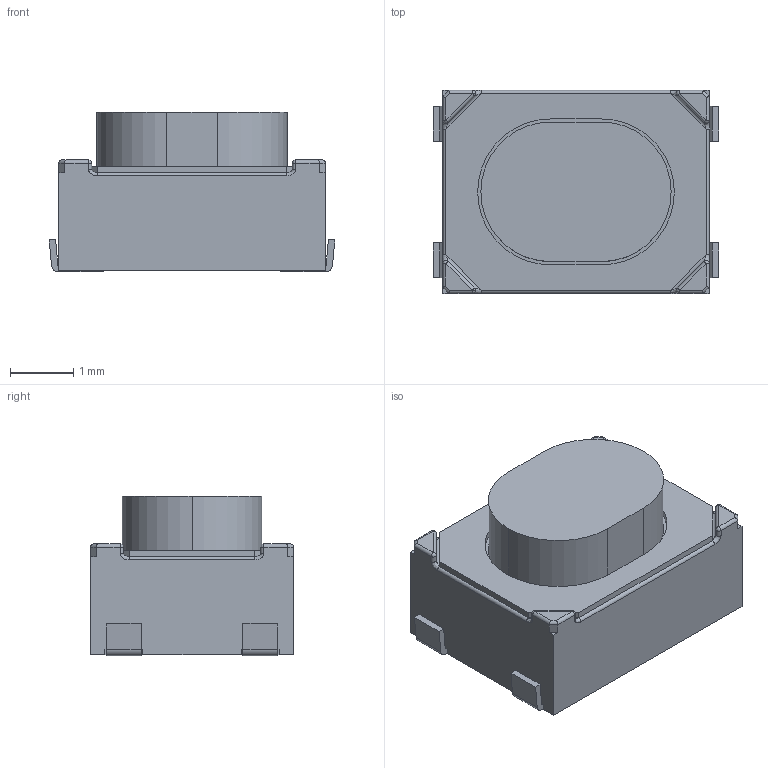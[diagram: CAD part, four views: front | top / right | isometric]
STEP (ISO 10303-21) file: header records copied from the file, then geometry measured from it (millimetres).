
FILE_DESCRIPTION (( 'STEP AP214' ), '1' );
FILE_NAME ('SW-SMD_4P-L4.2-W3.2-P2.15-LS4.5.step', '2022-07-26T14:35:58', ( '' ), ( '' ), 'SwSTEP 2.0', 'SolidWorks 2020', '' );
FILE_SCHEMA (( 'AUTOMOTIVE_DESIGN' ));
Length unit declared in the file: millimetre
Products named in the file (1): SW-SMD_4P-L4.2-W3.2-P2.15-LS4.5
Bounding box: 4.5 x 3.2 x 2.51 mm (x, y, z)
Volume: 27 mm3; surface area: 77.4 mm2
Topology: 15 solids, 15 shells, 445 faces, 1166 edges, 751 vertices
Faces by surface type: plane 271, bspline 120, cylinder 44, sphere 10
Entity records: 19826 total; most frequent: CARTESIAN_POINT 4707, ORIENTED_EDGE 2308, DIRECTION 1621, EDGE_CURVE 1154, VECTOR 835, LINE 835, VERTEX_POINT 747, EDGE_LOOP 467
